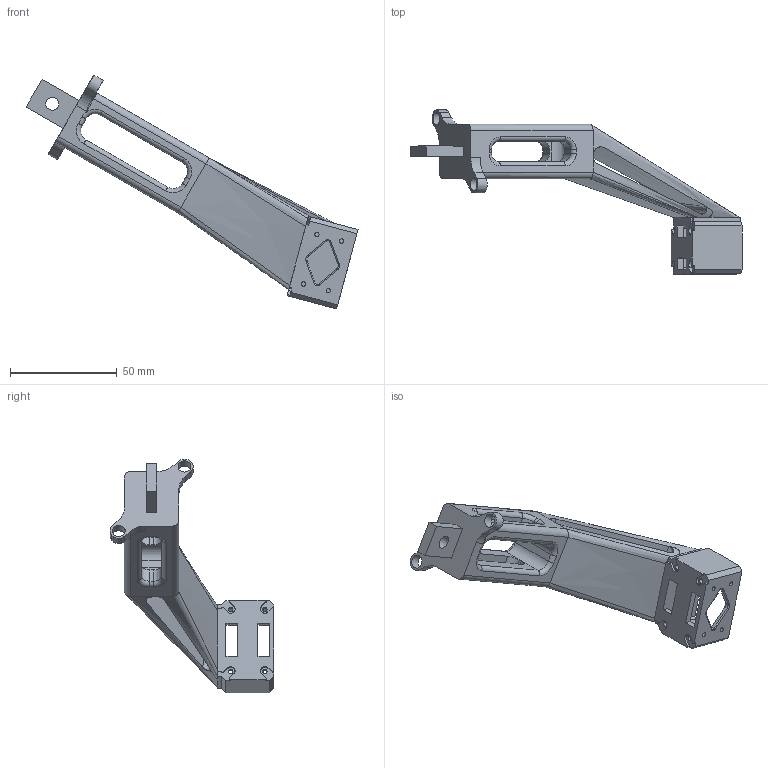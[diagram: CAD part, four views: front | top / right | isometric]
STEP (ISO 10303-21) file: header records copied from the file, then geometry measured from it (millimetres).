
FILE_DESCRIPTION(/* description */ ('','CAx-IF Rec.Pracs.---Representation and Presentation of Product Manufacturing Information (PMI)---4.0---2014-10-13'),/* implementation_level */ '2;1');
FILE_NAME(/* name */ 'BACK_5(RIGHT).step',/* time_stamp */ '2025-02-11T17:33:28+08:00',/* author */ (''),/* organization */ (''),/* preprocessor_version */ 'ST-DEVELOPER v20',/* originating_system */ 'Autodesk Translation Framework v13.20.0.188',/* authorisation */ '');
FILE_SCHEMA (('AP242_MANAGED_MODEL_BASED_3D_ENGINEERING_MIM_LF { 1 0 10303 442 1 1 4 }'));
Length unit declared in the file: millimetre
Products named in the file (1): 胸部连接件右（V3.0-前伸）
Bounding box: 155.3 x 76.68 x 109.41 mm (x, y, z)
Volume: 60751.1 mm3; surface area: 27418.5 mm2
Topology: 1 solids, 1 shells, 191 faces, 516 edges, 323 vertices
Faces by surface type: plane 82, cylinder 74, torus 22, bspline 13
Full cylindrical faces by diameter (mm): 2.05 x8, 6.05 x3
Entity records: 6564 total; most frequent: CARTESIAN_POINT 1641, ORIENTED_EDGE 1032, DIRECTION 1006, EDGE_CURVE 516, AXIS2_PLACEMENT_3D 348, VERTEX_POINT 323, LINE 310, VECTOR 310
